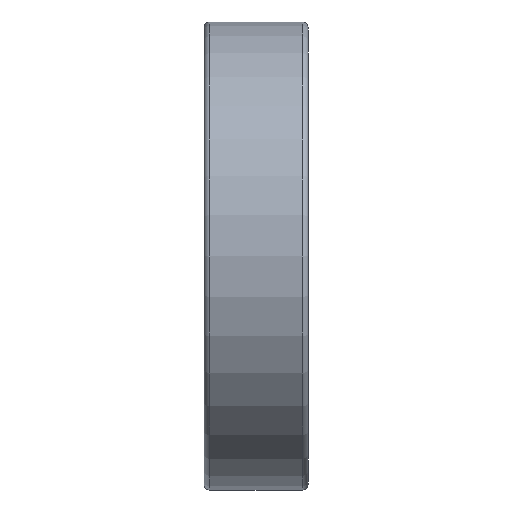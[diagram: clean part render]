
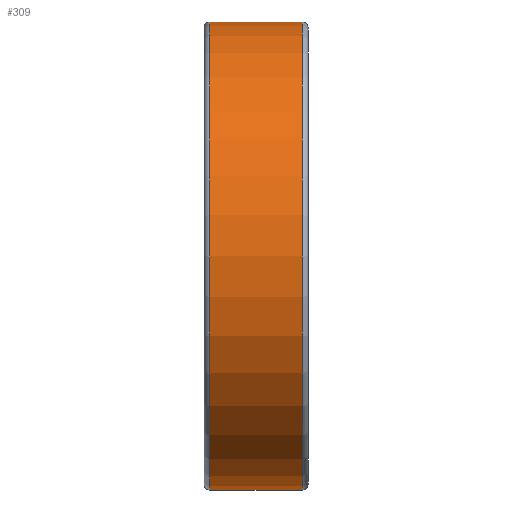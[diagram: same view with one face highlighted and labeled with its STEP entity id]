
A CAD part, front view. The second image highlights one B-rep face of the part: STEP entity #309.
In plain terms, the highlighted cylindrical face has radius 45 mm (diameter 90 mm), a full revolution.
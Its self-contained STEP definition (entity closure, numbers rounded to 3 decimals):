
#87=CYLINDRICAL_SURFACE('',#388,45.);
#129=ORIENTED_EDGE('',*,*,#145,.T.);
#130=ORIENTED_EDGE('',*,*,#153,.F.);
#145=EDGE_CURVE('',#166,#166,#187,.T.);
#153=EDGE_CURVE('',#174,#174,#195,.T.);
#166=VERTEX_POINT('',#556);
#174=VERTEX_POINT('',#580);
#187=CIRCLE('',#371,45.);
#195=CIRCLE('',#387,45.);
#234=EDGE_LOOP('',(#129));
#235=EDGE_LOOP('',(#130));
#276=FACE_BOUND('',#234,.T.);
#277=FACE_BOUND('',#235,.T.);
#309=ADVANCED_FACE('',(#276,#277),#87,.T.);
#371=AXIS2_PLACEMENT_3D('',#555,#451,#452);
#387=AXIS2_PLACEMENT_3D('',#579,#483,#484);
#388=AXIS2_PLACEMENT_3D('',#581,#485,#486);
#451=DIRECTION('',(1.,0.,0.));
#452=DIRECTION('',(0.,0.,-1.));
#483=DIRECTION('',(1.,0.,0.));
#484=DIRECTION('',(0.,0.,-1.));
#485=DIRECTION('',(1.,0.,0.));
#486=DIRECTION('',(0.,0.,-1.));
#555=CARTESIAN_POINT('',(1.1,0.,0.));
#556=CARTESIAN_POINT('',(1.1,0.,-45.));
#579=CARTESIAN_POINT('',(18.9,0.,0.));
#580=CARTESIAN_POINT('',(18.9,0.,-45.));
#581=CARTESIAN_POINT('',(20.,0.,0.));
